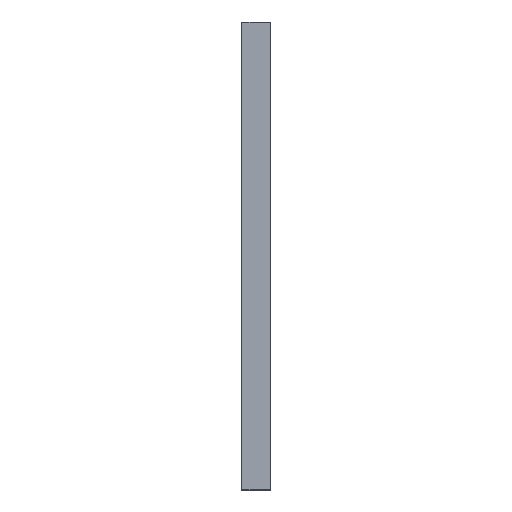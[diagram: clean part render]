
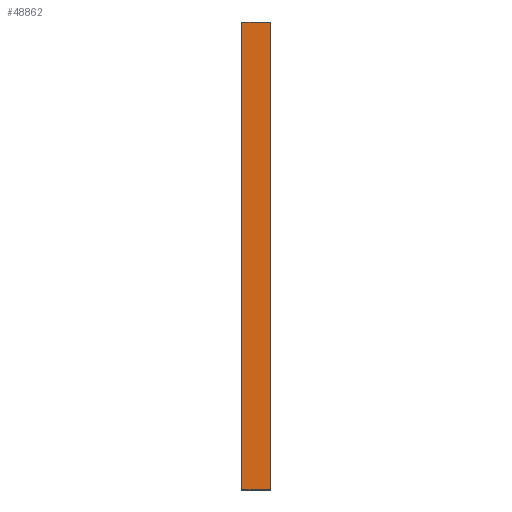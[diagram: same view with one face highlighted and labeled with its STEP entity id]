
A CAD part, front view. The second image highlights one B-rep face of the part: STEP entity #48862.
In plain terms, the highlighted planar face has unit normal (0, -1, 0).
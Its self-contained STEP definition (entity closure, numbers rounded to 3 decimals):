
#36999 = PLANE('',#37000);
#37000 = AXIS2_PLACEMENT_3D('',#37001,#37002,#37003);
#37001 = CARTESIAN_POINT('',(4.,-8.95,0.05));
#37002 = DIRECTION('',(0.,0.707,0.707));
#37003 = DIRECTION('',(1.,0.,0.));
#37358 = PLANE('',#37359);
#37359 = AXIS2_PLACEMENT_3D('',#37360,#37361,#37362);
#37360 = CARTESIAN_POINT('',(4.,-8.95,124.95));
#37361 = DIRECTION('',(0.,-0.707,
    0.707));
#37362 = DIRECTION('',(1.,0.,0.));
#37696 = PLANE('',#37697);
#37697 = AXIS2_PLACEMENT_3D('',#37698,#37699,#37700);
#37698 = CARTESIAN_POINT('',(-3.9,-8.9,0.));
#37699 = DIRECTION('',(-0.707,-0.707,
    0.));
#37700 = DIRECTION('',(0.,0.,1.));
#41979 = VERTEX_POINT('',#41980);
#41980 = CARTESIAN_POINT('',(3.9,-9.,0.1));
#42001 = EDGE_CURVE('',#41979,#42002,#42004,.T.);
#42002 = VERTEX_POINT('',#42003);
#42003 = CARTESIAN_POINT('',(-3.8,-9.,0.1));
#42004 = SURFACE_CURVE('',#42005,(#42009,#42016),.PCURVE_S1.);
#42005 = LINE('',#42006,#42007);
#42006 = CARTESIAN_POINT('',(4.,-9.,0.1));
#42007 = VECTOR('',#42008,1.);
#42008 = DIRECTION('',(-1.,0.,0.));
#42009 = PCURVE('',#36999,#42010);
#42010 = DEFINITIONAL_REPRESENTATION('',(#42011),#42015);
#42011 = LINE('',#42012,#42013);
#42012 = CARTESIAN_POINT('',(0.,-0.071));
#42013 = VECTOR('',#42014,1.);
#42014 = DIRECTION('',(-1.,0.));
#42015 = ( GEOMETRIC_REPRESENTATION_CONTEXT(2) 
PARAMETRIC_REPRESENTATION_CONTEXT() REPRESENTATION_CONTEXT('2D SPACE',''
  ) );
#42016 = PCURVE('',#42017,#42022);
#42017 = PLANE('',#42018);
#42018 = AXIS2_PLACEMENT_3D('',#42019,#42020,#42021);
#42019 = CARTESIAN_POINT('',(4.,-9.,0.));
#42020 = DIRECTION('',(0.,-1.,0.));
#42021 = DIRECTION('',(-1.,0.,0.));
#42022 = DEFINITIONAL_REPRESENTATION('',(#42023),#42027);
#42023 = LINE('',#42024,#42025);
#42024 = CARTESIAN_POINT('',(0.,-0.1));
#42025 = VECTOR('',#42026,1.);
#42026 = DIRECTION('',(1.,0.));
#42027 = ( GEOMETRIC_REPRESENTATION_CONTEXT(2) 
PARAMETRIC_REPRESENTATION_CONTEXT() REPRESENTATION_CONTEXT('2D SPACE',''
  ) );
#42327 = VERTEX_POINT('',#42328);
#42328 = CARTESIAN_POINT('',(3.9,-9.,124.9));
#42349 = EDGE_CURVE('',#42327,#42350,#42352,.T.);
#42350 = VERTEX_POINT('',#42351);
#42351 = CARTESIAN_POINT('',(-3.8,-9.,124.9));
#42352 = SURFACE_CURVE('',#42353,(#42357,#42364),.PCURVE_S1.);
#42353 = LINE('',#42354,#42355);
#42354 = CARTESIAN_POINT('',(4.,-9.,124.9));
#42355 = VECTOR('',#42356,1.);
#42356 = DIRECTION('',(-1.,0.,0.));
#42357 = PCURVE('',#37358,#42358);
#42358 = DEFINITIONAL_REPRESENTATION('',(#42359),#42363);
#42359 = LINE('',#42360,#42361);
#42360 = CARTESIAN_POINT('',(0.,-0.071));
#42361 = VECTOR('',#42362,1.);
#42362 = DIRECTION('',(-1.,0.));
#42363 = ( GEOMETRIC_REPRESENTATION_CONTEXT(2) 
PARAMETRIC_REPRESENTATION_CONTEXT() REPRESENTATION_CONTEXT('2D SPACE',''
  ) );
#42364 = PCURVE('',#42017,#42365);
#42365 = DEFINITIONAL_REPRESENTATION('',(#42366),#42370);
#42366 = LINE('',#42367,#42368);
#42367 = CARTESIAN_POINT('',(0.,-124.9));
#42368 = VECTOR('',#42369,1.);
#42369 = DIRECTION('',(1.,0.));
#42370 = ( GEOMETRIC_REPRESENTATION_CONTEXT(2) 
PARAMETRIC_REPRESENTATION_CONTEXT() REPRESENTATION_CONTEXT('2D SPACE',''
  ) );
#42451 = EDGE_CURVE('',#42002,#42350,#42452,.T.);
#42452 = SURFACE_CURVE('',#42453,(#42457,#42464),.PCURVE_S1.);
#42453 = LINE('',#42454,#42455);
#42454 = CARTESIAN_POINT('',(-3.8,-9.,0.));
#42455 = VECTOR('',#42456,1.);
#42456 = DIRECTION('',(0.,0.,1.));
#42457 = PCURVE('',#37696,#42458);
#42458 = DEFINITIONAL_REPRESENTATION('',(#42459),#42463);
#42459 = LINE('',#42460,#42461);
#42460 = CARTESIAN_POINT('',(0.,-0.141));
#42461 = VECTOR('',#42462,1.);
#42462 = DIRECTION('',(1.,0.));
#42463 = ( GEOMETRIC_REPRESENTATION_CONTEXT(2) 
PARAMETRIC_REPRESENTATION_CONTEXT() REPRESENTATION_CONTEXT('2D SPACE',''
  ) );
#42464 = PCURVE('',#42017,#42465);
#42465 = DEFINITIONAL_REPRESENTATION('',(#42466),#42470);
#42466 = LINE('',#42467,#42468);
#42467 = CARTESIAN_POINT('',(7.8,0.));
#42468 = VECTOR('',#42469,1.);
#42469 = DIRECTION('',(0.,-1.));
#42470 = ( GEOMETRIC_REPRESENTATION_CONTEXT(2) 
PARAMETRIC_REPRESENTATION_CONTEXT() REPRESENTATION_CONTEXT('2D SPACE',''
  ) );
#48669 = PLANE('',#48670);
#48670 = AXIS2_PLACEMENT_3D('',#48671,#48672,#48673);
#48671 = CARTESIAN_POINT('',(3.95,-8.95,0.));
#48672 = DIRECTION('',(0.707,-0.707,0.));
#48673 = DIRECTION('',(0.,0.,1.));
#48862 = ADVANCED_FACE('',(#48863),#42017,.T.);
#48863 = FACE_BOUND('',#48864,.T.);
#48864 = EDGE_LOOP('',(#48865,#48886,#48887,#48888));
#48865 = ORIENTED_EDGE('',*,*,#48866,.T.);
#48866 = EDGE_CURVE('',#41979,#42327,#48867,.T.);
#48867 = SURFACE_CURVE('',#48868,(#48872,#48879),.PCURVE_S1.);
#48868 = LINE('',#48869,#48870);
#48869 = CARTESIAN_POINT('',(3.9,-9.,0.));
#48870 = VECTOR('',#48871,1.);
#48871 = DIRECTION('',(0.,0.,1.));
#48872 = PCURVE('',#42017,#48873);
#48873 = DEFINITIONAL_REPRESENTATION('',(#48874),#48878);
#48874 = LINE('',#48875,#48876);
#48875 = CARTESIAN_POINT('',(0.1,0.));
#48876 = VECTOR('',#48877,1.);
#48877 = DIRECTION('',(0.,-1.));
#48878 = ( GEOMETRIC_REPRESENTATION_CONTEXT(2) 
PARAMETRIC_REPRESENTATION_CONTEXT() REPRESENTATION_CONTEXT('2D SPACE',''
  ) );
#48879 = PCURVE('',#48669,#48880);
#48880 = DEFINITIONAL_REPRESENTATION('',(#48881),#48885);
#48881 = LINE('',#48882,#48883);
#48882 = CARTESIAN_POINT('',(0.,0.071));
#48883 = VECTOR('',#48884,1.);
#48884 = DIRECTION('',(1.,0.));
#48885 = ( GEOMETRIC_REPRESENTATION_CONTEXT(2) 
PARAMETRIC_REPRESENTATION_CONTEXT() REPRESENTATION_CONTEXT('2D SPACE',''
  ) );
#48886 = ORIENTED_EDGE('',*,*,#42349,.T.);
#48887 = ORIENTED_EDGE('',*,*,#42451,.F.);
#48888 = ORIENTED_EDGE('',*,*,#42001,.F.);
